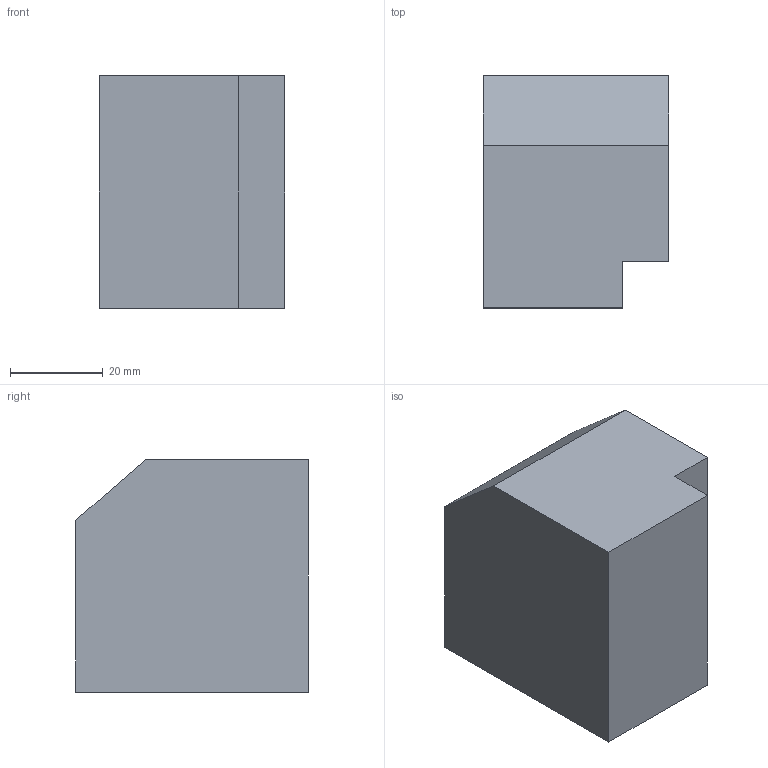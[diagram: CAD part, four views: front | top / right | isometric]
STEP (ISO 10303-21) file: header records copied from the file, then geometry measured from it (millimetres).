
FILE_DESCRIPTION(('TEST ROUND 5 D3','catia model ','test','CATIA model tolerance 0.02000'),'2;1');
FILE_NAME('test','2000-10-17T10:34:31+1:00',('Winfried Weber'),('debis Systemhaus Engineering','SHE/MPC','Fasanenweg 9','D-70771 Leinfelden-Echterdingen'),'debis Systemhaus: CATIA V4-->STEP Version 4.0.4.0','CATIA V4','Winfried Weber');
FILE_SCHEMA(('AUTOMOTIVE_DESIGN { 1 0 10303 214 0 1 1 1 }'));
Length unit declared in the file: millimetre
Products named in the file (1): xyzpart
Bounding box: 40 x 50 x 50 mm (x, y, z)
Volume: 91100 mm3; surface area: 12279 mm2
Topology: 1 solids, 1 shells, 9 faces, 21 edges, 14 vertices
Faces by surface type: plane 9
Entity records: 1048 total; most frequent: CARTESIAN_POINT 228, DIRECTION 105, PRESENTATION_STYLE_ASSIGNMENT 52, B_SPLINE_CURVE_WITH_KNOTS 42, DEFINITIONAL_REPRESENTATION 42, PCURVE 42, ORIENTED_EDGE 42, AXIS2_PLACEMENT_2D 40
